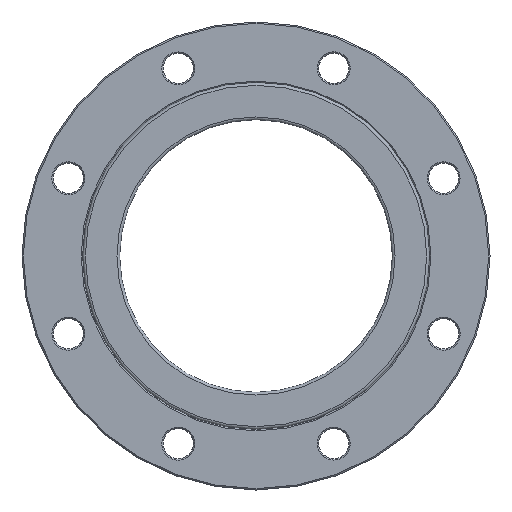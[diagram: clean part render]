
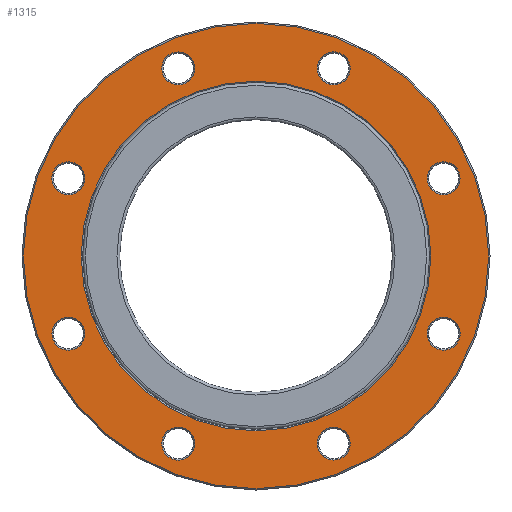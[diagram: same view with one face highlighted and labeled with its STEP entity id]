
A CAD part, front view. The second image highlights one B-rep face of the part: STEP entity #1315.
In plain terms, the highlighted planar face has unit normal (0, -1, 0).
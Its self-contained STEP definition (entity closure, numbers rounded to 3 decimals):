
#43=FACE_BOUND('',#336,.T.);
#44=FACE_BOUND('',#337,.T.);
#45=FACE_BOUND('',#338,.T.);
#46=FACE_BOUND('',#339,.T.);
#47=FACE_BOUND('',#340,.T.);
#48=FACE_BOUND('',#341,.T.);
#49=FACE_BOUND('',#342,.T.);
#50=FACE_BOUND('',#343,.T.);
#51=FACE_BOUND('',#344,.T.);
#69=PLANE('',#1535);
#249=FACE_OUTER_BOUND('',#335,.T.);
#335=EDGE_LOOP('',(#1070));
#336=EDGE_LOOP('',(#1071));
#337=EDGE_LOOP('',(#1072));
#338=EDGE_LOOP('',(#1073));
#339=EDGE_LOOP('',(#1074));
#340=EDGE_LOOP('',(#1075));
#341=EDGE_LOOP('',(#1076));
#342=EDGE_LOOP('',(#1077));
#343=EDGE_LOOP('',(#1078));
#344=EDGE_LOOP('',(#1079));
#484=CIRCLE('',#1534,127.);
#485=CIRCLE('',#1536,169.);
#486=CIRCLE('',#1537,12.);
#487=CIRCLE('',#1538,12.);
#488=CIRCLE('',#1539,12.);
#489=CIRCLE('',#1540,12.);
#490=CIRCLE('',#1541,12.);
#491=CIRCLE('',#1542,12.);
#492=CIRCLE('',#1543,12.);
#493=CIRCLE('',#1544,12.);
#613=VERTEX_POINT('',#2371);
#614=VERTEX_POINT('',#2375);
#615=VERTEX_POINT('',#2377);
#616=VERTEX_POINT('',#2379);
#617=VERTEX_POINT('',#2381);
#618=VERTEX_POINT('',#2383);
#619=VERTEX_POINT('',#2385);
#620=VERTEX_POINT('',#2387);
#621=VERTEX_POINT('',#2389);
#622=VERTEX_POINT('',#2391);
#772=EDGE_CURVE('',#613,#613,#484,.T.);
#773=EDGE_CURVE('',#614,#614,#485,.T.);
#774=EDGE_CURVE('',#615,#615,#486,.T.);
#775=EDGE_CURVE('',#616,#616,#487,.T.);
#776=EDGE_CURVE('',#617,#617,#488,.T.);
#777=EDGE_CURVE('',#618,#618,#489,.T.);
#778=EDGE_CURVE('',#619,#619,#490,.T.);
#779=EDGE_CURVE('',#620,#620,#491,.T.);
#780=EDGE_CURVE('',#621,#621,#492,.T.);
#781=EDGE_CURVE('',#622,#622,#493,.T.);
#1070=ORIENTED_EDGE('',*,*,#773,.F.);
#1071=ORIENTED_EDGE('',*,*,#774,.F.);
#1072=ORIENTED_EDGE('',*,*,#775,.F.);
#1073=ORIENTED_EDGE('',*,*,#776,.F.);
#1074=ORIENTED_EDGE('',*,*,#777,.F.);
#1075=ORIENTED_EDGE('',*,*,#778,.F.);
#1076=ORIENTED_EDGE('',*,*,#779,.F.);
#1077=ORIENTED_EDGE('',*,*,#780,.F.);
#1078=ORIENTED_EDGE('',*,*,#781,.F.);
#1079=ORIENTED_EDGE('',*,*,#772,.F.);
#1315=ADVANCED_FACE('',(#249,#43,#44,#45,#46,#47,#48,#49,#50,#51),#69,.T.);
#1534=AXIS2_PLACEMENT_3D('',#2373,#1919,#1920);
#1535=AXIS2_PLACEMENT_3D('',#2374,#1921,#1922);
#1536=AXIS2_PLACEMENT_3D('',#2376,#1923,#1924);
#1537=AXIS2_PLACEMENT_3D('',#2378,#1925,#1926);
#1538=AXIS2_PLACEMENT_3D('',#2380,#1927,#1928);
#1539=AXIS2_PLACEMENT_3D('',#2382,#1929,#1930);
#1540=AXIS2_PLACEMENT_3D('',#2384,#1931,#1932);
#1541=AXIS2_PLACEMENT_3D('',#2386,#1933,#1934);
#1542=AXIS2_PLACEMENT_3D('',#2388,#1935,#1936);
#1543=AXIS2_PLACEMENT_3D('',#2390,#1937,#1938);
#1544=AXIS2_PLACEMENT_3D('',#2392,#1939,#1940);
#1919=DIRECTION('center_axis',(0.,-1.,0.));
#1920=DIRECTION('ref_axis',(-1.,0.,0.));
#1921=DIRECTION('center_axis',(0.,-1.,0.));
#1922=DIRECTION('ref_axis',(0.,0.,-1.));
#1923=DIRECTION('center_axis',(0.,1.,0.));
#1924=DIRECTION('ref_axis',(-1.,0.,0.));
#1925=DIRECTION('center_axis',(0.,-1.,0.));
#1926=DIRECTION('ref_axis',(0.,0.,1.));
#1927=DIRECTION('center_axis',(0.,-1.,0.));
#1928=DIRECTION('ref_axis',(0.707,0.,0.707));
#1929=DIRECTION('center_axis',(0.,-1.,0.));
#1930=DIRECTION('ref_axis',(0.707,0.,-0.707));
#1931=DIRECTION('center_axis',(0.,-1.,0.));
#1932=DIRECTION('ref_axis',(-0.707,0.,-0.707));
#1933=DIRECTION('center_axis',(0.,-1.,0.));
#1934=DIRECTION('ref_axis',(0.,0.,-1.));
#1935=DIRECTION('center_axis',(0.,-1.,0.));
#1936=DIRECTION('ref_axis',(1.,0.,0.));
#1937=DIRECTION('center_axis',(0.,-1.,0.));
#1938=DIRECTION('ref_axis',(-0.707,0.,0.707));
#1939=DIRECTION('center_axis',(0.,-1.,0.));
#1940=DIRECTION('ref_axis',(-1.,0.,0.));
#2371=CARTESIAN_POINT('',(127.,0.,0.));
#2373=CARTESIAN_POINT('Origin',(0.,0.,0.));
#2374=CARTESIAN_POINT('Origin',(126.,0.,0.));
#2375=CARTESIAN_POINT('',(169.,0.,0.));
#2376=CARTESIAN_POINT('Origin',(0.,0.,0.));
#2377=CARTESIAN_POINT('',(-56.446,0.,124.272));
#2378=CARTESIAN_POINT('Origin',(-56.446,0.,
136.272));
#2379=CARTESIAN_POINT('',(47.961,0.,127.787));
#2380=CARTESIAN_POINT('Origin',(56.446,0.,136.272));
#2381=CARTESIAN_POINT('',(127.787,0.,-47.961));
#2382=CARTESIAN_POINT('Origin',(136.272,0.,-56.446));
#2383=CARTESIAN_POINT('',(-47.961,0.,-127.787));
#2384=CARTESIAN_POINT('Origin',(-56.446,0.,
-136.272));
#2385=CARTESIAN_POINT('',(56.446,0.,-124.272));
#2386=CARTESIAN_POINT('Origin',(56.446,0.,-136.272));
#2387=CARTESIAN_POINT('',(124.272,0.,56.446));
#2388=CARTESIAN_POINT('Origin',(136.272,0.,56.446));
#2389=CARTESIAN_POINT('',(-127.787,0.,47.961));
#2390=CARTESIAN_POINT('Origin',(-136.272,0.,
56.446));
#2391=CARTESIAN_POINT('',(-124.272,0.,-56.446));
#2392=CARTESIAN_POINT('Origin',(-136.272,0.,
-56.446));
